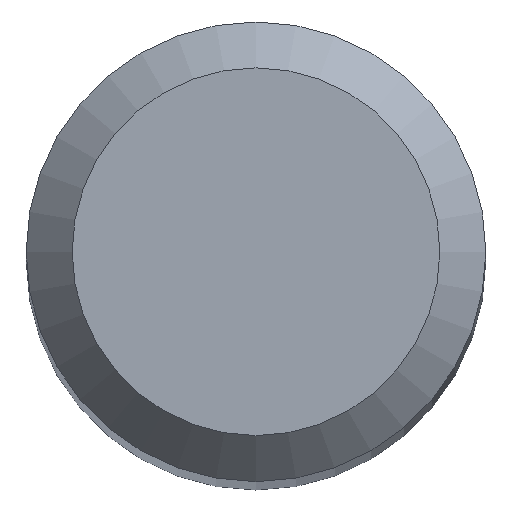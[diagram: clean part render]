
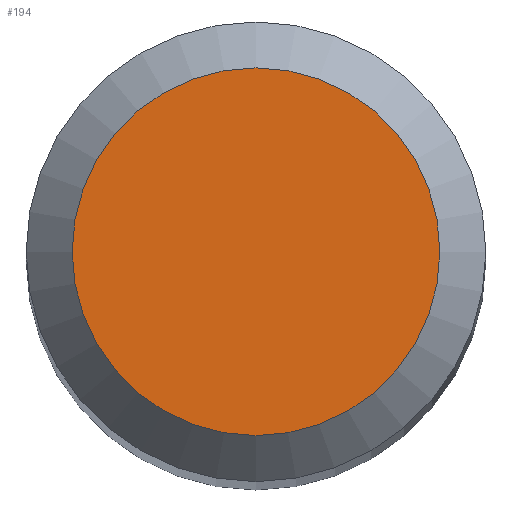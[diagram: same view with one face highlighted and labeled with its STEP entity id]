
A CAD part, top view. The second image highlights one B-rep face of the part: STEP entity #194.
In plain terms, the highlighted planar face has unit normal (0, 0, 1).
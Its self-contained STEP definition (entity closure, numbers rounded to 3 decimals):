
#31 = DIRECTION ( 'NONE',  ( 0., 1., 0. ) ) ;
#75 = AXIS2_PLACEMENT_3D ( 'NONE', #125, #99, #31 ) ;
#82 = DIRECTION ( 'NONE',  ( 0., 0., -1. ) ) ;
#83 = CIRCLE ( 'NONE', #140, 1.2 ) ;
#99 = DIRECTION ( 'NONE',  ( 0., 0., -1. ) ) ;
#108 = ORIENTED_EDGE ( 'NONE', *, *, #129, .F. ) ;
#125 = CARTESIAN_POINT ( 'NONE',  ( 0., 0., 38. ) ) ;
#126 = VERTEX_POINT ( 'NONE', #153 ) ;
#129 = EDGE_CURVE ( 'NONE', #126, #126, #83, .T. ) ;
#140 = AXIS2_PLACEMENT_3D ( 'NONE', #203, #82, #188 ) ;
#153 = CARTESIAN_POINT ( 'NONE',  ( 0., 1.2, 38. ) ) ;
#163 = EDGE_LOOP ( 'NONE', ( #108 ) ) ;
#168 = FACE_OUTER_BOUND ( 'NONE', #163, .T. ) ;
#185 = PLANE ( 'NONE',  #75 ) ;
#188 = DIRECTION ( 'NONE',  ( 0., 1., 0. ) ) ;
#194 = ADVANCED_FACE ( 'NONE', ( #168 ), #185, .F. ) ;
#203 = CARTESIAN_POINT ( 'NONE',  ( 0., 0., 38. ) ) ;
